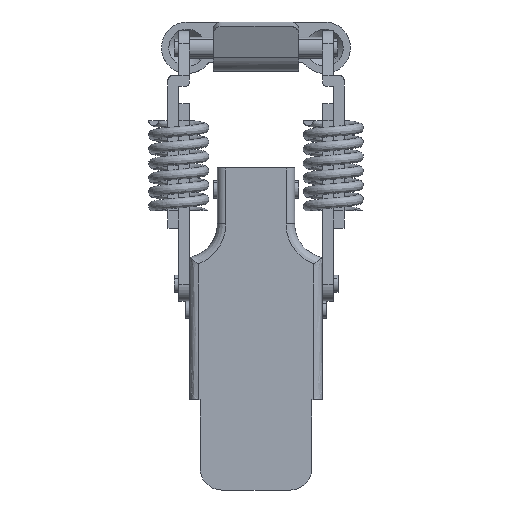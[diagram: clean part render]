
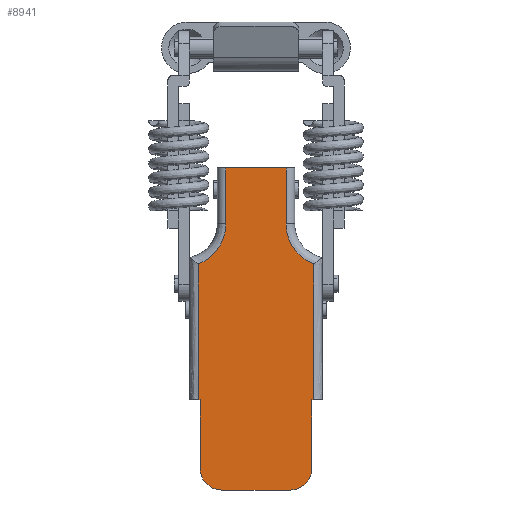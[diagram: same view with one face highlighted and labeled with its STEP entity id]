
A CAD part, front view. The second image highlights one B-rep face of the part: STEP entity #8941.
In plain terms, the highlighted free-form (B-spline) face has degree [1, 1] with [2, 2] control points.
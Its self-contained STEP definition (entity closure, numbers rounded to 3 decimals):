
#7030=CARTESIAN_POINT('',(-13.,-13.4,-82.0));
#7031=VERTEX_POINT('',#7030);
#7051=CARTESIAN_POINT('',(-13.,-13.4,-50.33));
#7052=VERTEX_POINT('',#7051);
#7087=CARTESIAN_POINT('',(-13.,-13.4,-82.0));
#7088=CARTESIAN_POINT('',(-13.,-13.4,-50.33));
#7089=QUASI_UNIFORM_CURVE('',1,(#7087,#7088),.UNSPECIFIED.,.F.,.U.);
#7090=EDGE_CURVE('',#7031,#7052,#7089,.T.);
#7114=CARTESIAN_POINT('',(-13.,-7.0,-41.0));
#7115=VERTEX_POINT('',#7114);
#7128=CARTESIAN_POINT('',(-13.,-13.4,-50.33));
#7129=CARTESIAN_POINT('',(-13.,-12.64,-50.037));
#7130=CARTESIAN_POINT('',(-13.,-11.36,-49.353));
#7131=CARTESIAN_POINT('',(-13.,-9.973,-48.168));
#7132=CARTESIAN_POINT('',(-13.,-8.904,-46.936));
#7133=CARTESIAN_POINT('',(-13.,-8.215,-45.846));
#7134=CARTESIAN_POINT('',(-13.,-7.605,-44.505));
#7135=CARTESIAN_POINT('',(-13.,-7.139,-43.004));
#7136=CARTESIAN_POINT('',(-13.,-7.,-41.72));
#7137=CARTESIAN_POINT('',(-13.,-7.0,-41.0));
#7138=B_SPLINE_CURVE_WITH_KNOTS('',3,(#7128,#7129,#7130,#7131,#7132,#7133,#7134,#7135,#7136,#7137),.UNSPECIFIED.,.F.,.U.,(4,1,1,1,1,1,1,4),(0.,2.443,4.322,5.449,7.328,8.174,9.865,12.025),.UNSPECIFIED.);
#7139=EDGE_CURVE('',#7052,#7115,#7138,.T.);
#7173=CARTESIAN_POINT('',(-13.,-7.0,-28.0));
#7174=VERTEX_POINT('',#7173);
#7188=CARTESIAN_POINT('',(-13.,-7.0,-41.0));
#7189=CARTESIAN_POINT('',(-13.,-7.0,-28.0));
#7190=QUASI_UNIFORM_CURVE('',1,(#7188,#7189),.UNSPECIFIED.,.F.,.U.);
#7191=EDGE_CURVE('',#7115,#7174,#7190,.T.);
#7218=CARTESIAN_POINT('',(-13.,7.0,-28.0));
#7219=VERTEX_POINT('',#7218);
#7238=CARTESIAN_POINT('',(-13.,7.0,-41.0));
#7239=VERTEX_POINT('',#7238);
#7252=CARTESIAN_POINT('',(-13.,7.0,-28.0));
#7253=CARTESIAN_POINT('',(-13.,7.0,-41.0));
#7254=QUASI_UNIFORM_CURVE('',1,(#7252,#7253),.UNSPECIFIED.,.F.,.U.);
#7255=EDGE_CURVE('',#7219,#7239,#7254,.T.);
#7279=CARTESIAN_POINT('',(-13.,13.4,-50.33));
#7280=VERTEX_POINT('',#7279);
#7315=CARTESIAN_POINT('',(-13.,7.0,-41.0));
#7316=CARTESIAN_POINT('',(-13.,7.,-41.94));
#7317=CARTESIAN_POINT('',(-13.,7.245,-43.662));
#7318=CARTESIAN_POINT('',(-13.,8.201,-45.928));
#7319=CARTESIAN_POINT('',(-13.,9.454,-47.665));
#7320=CARTESIAN_POINT('',(-13.,11.143,-49.22));
#7321=CARTESIAN_POINT('',(-13.,12.523,-49.992));
#7322=CARTESIAN_POINT('',(-13.,13.4,-50.33));
#7323=B_SPLINE_CURVE_WITH_KNOTS('',3,(#7315,#7316,#7317,#7318,#7319,#7320,#7321,#7322),.UNSPECIFIED.,.F.,.U.,(4,1,1,1,1,4),(0.,2.818,5.167,7.328,9.207,12.025),.UNSPECIFIED.);
#7324=EDGE_CURVE('',#7239,#7280,#7323,.T.);
#7358=CARTESIAN_POINT('',(-13.,13.4,-82.0));
#7359=VERTEX_POINT('',#7358);
#7374=CARTESIAN_POINT('',(-13.,13.4,-50.33));
#7375=CARTESIAN_POINT('',(-13.,13.4,-82.0));
#7376=QUASI_UNIFORM_CURVE('',1,(#7374,#7375),.UNSPECIFIED.,.F.,.U.);
#7377=EDGE_CURVE('',#7280,#7359,#7376,.T.);
#8524=CARTESIAN_POINT('',(-13.,-13.,-98.0));
#8525=VERTEX_POINT('',#8524);
#8526=CARTESIAN_POINT('',(-13.,-13.,-82.0));
#8527=VERTEX_POINT('',#8526);
#8528=CARTESIAN_POINT('',(-13.,-13.,-98.0));
#8529=CARTESIAN_POINT('',(-13.,-13.,-82.0));
#8530=QUASI_UNIFORM_CURVE('',1,(#8528,#8529),.UNSPECIFIED.,.F.,.U.);
#8531=EDGE_CURVE('',#8525,#8527,#8530,.T.);
#8569=CARTESIAN_POINT('',(-13.,-8.0,-103.0));
#8570=VERTEX_POINT('',#8569);
#8571=CARTESIAN_POINT('',(-13.,-8.0,-103.0));
#8572=CARTESIAN_POINT('',(-13.,-8.327,-103.));
#8573=CARTESIAN_POINT('',(-13.,-8.92,-102.942));
#8574=CARTESIAN_POINT('',(-13.,-9.868,-102.673));
#8575=CARTESIAN_POINT('',(-13.0,-10.803,-102.195));
#8576=CARTESIAN_POINT('',(-13.,-11.603,-101.514));
#8577=CARTESIAN_POINT('',(-13.,-12.277,-100.661));
#8578=CARTESIAN_POINT('',(-13.,-12.836,-99.534));
#8579=CARTESIAN_POINT('',(-13.,-13.,-98.552));
#8580=CARTESIAN_POINT('',(-13.,-13.,-98.0));
#8581=B_SPLINE_CURVE_WITH_KNOTS('',3,(#8571,#8572,#8573,#8574,#8575,#8576,#8577,#8578,#8579,#8580),.UNSPECIFIED.,.F.,.U.,(4,1,1,1,1,1,1,4),(0.,0.982,1.779,2.945,4.111,4.909,6.197,7.854),.UNSPECIFIED.);
#8582=EDGE_CURVE('',#8570,#8525,#8581,.T.);
#8613=CARTESIAN_POINT('',(-13.,8.0,-103.0));
#8614=VERTEX_POINT('',#8613);
#8615=CARTESIAN_POINT('',(-13.,8.0,-103.0));
#8616=CARTESIAN_POINT('',(-13.,-8.0,-103.0));
#8617=QUASI_UNIFORM_CURVE('',1,(#8615,#8616),.UNSPECIFIED.,.F.,.U.);
#8618=EDGE_CURVE('',#8614,#8570,#8617,.T.);
#8650=CARTESIAN_POINT('',(-13.,13.0,-98.0));
#8651=VERTEX_POINT('',#8650);
#8652=CARTESIAN_POINT('',(-13.,13.0,-98.0));
#8653=CARTESIAN_POINT('',(-13.,13.,-98.389));
#8654=CARTESIAN_POINT('',(-13.,12.904,-99.207));
#8655=CARTESIAN_POINT('',(-13.,12.51,-100.248));
#8656=CARTESIAN_POINT('',(-13.,11.972,-101.074));
#8657=CARTESIAN_POINT('',(-13.,11.417,-101.679));
#8658=CARTESIAN_POINT('',(-13.,10.757,-102.2));
#8659=CARTESIAN_POINT('',(-13.,9.945,-102.641));
#8660=CARTESIAN_POINT('',(-13.,9.002,-102.934));
#8661=CARTESIAN_POINT('',(-13.,8.327,-103.));
#8662=CARTESIAN_POINT('',(-13.,8.0,-103.0));
#8663=B_SPLINE_CURVE_WITH_KNOTS('',3,(#8652,#8653,#8654,#8655,#8656,#8657,#8658,#8659,#8660,#8661,#8662),.UNSPECIFIED.,.F.,.U.,(4,1,1,1,1,1,1,1,4),(0.,1.166,2.454,3.313,4.111,4.909,5.829,6.872,7.854),.UNSPECIFIED.);
#8664=EDGE_CURVE('',#8651,#8614,#8663,.T.);
#8696=CARTESIAN_POINT('',(-13.,13.0,-82.0));
#8697=VERTEX_POINT('',#8696);
#8698=CARTESIAN_POINT('',(-13.,13.0,-82.0));
#8699=CARTESIAN_POINT('',(-13.,13.0,-98.0));
#8700=QUASI_UNIFORM_CURVE('',1,(#8698,#8699),.UNSPECIFIED.,.F.,.U.);
#8701=EDGE_CURVE('',#8697,#8651,#8700,.T.);
#8908=CARTESIAN_POINT('',(-13.,14.739,-24.254));
#8909=CARTESIAN_POINT('',(-13.,-14.739,-24.254));
#8910=CARTESIAN_POINT('',(-13.,14.739,-106.746));
#8911=CARTESIAN_POINT('',(-13.,-14.739,-106.746));
#8912=B_SPLINE_SURFACE_WITH_KNOTS('',1,1,((#8908,#8910),(#8909,#8911)),.UNSPECIFIED.,.F.,.F.,.U.,(2,2),(2,2),(0.0,29.477),(0.0,82.493),.UNSPECIFIED.);
#8913=CARTESIAN_POINT('',(-13.,-7.0,-28.0));
#8914=CARTESIAN_POINT('',(-13.,7.0,-28.0));
#8915=QUASI_UNIFORM_CURVE('',1,(#8913,#8914),.UNSPECIFIED.,.F.,.U.);
#8916=EDGE_CURVE('',#7174,#7219,#8915,.T.);
#8917=ORIENTED_EDGE('',*,*,#8916,.T.);
#8918=ORIENTED_EDGE('',*,*,#7255,.T.);
#8919=ORIENTED_EDGE('',*,*,#7324,.T.);
#8920=ORIENTED_EDGE('',*,*,#7377,.T.);
#8921=CARTESIAN_POINT('',(-13.,13.4,-82.0));
#8922=CARTESIAN_POINT('',(-13.,13.0,-82.0));
#8923=QUASI_UNIFORM_CURVE('',1,(#8921,#8922),.UNSPECIFIED.,.F.,.U.);
#8924=EDGE_CURVE('',#7359,#8697,#8923,.T.);
#8925=ORIENTED_EDGE('',*,*,#8924,.T.);
#8926=ORIENTED_EDGE('',*,*,#8701,.T.);
#8927=ORIENTED_EDGE('',*,*,#8664,.T.);
#8928=ORIENTED_EDGE('',*,*,#8618,.T.);
#8929=ORIENTED_EDGE('',*,*,#8582,.T.);
#8930=ORIENTED_EDGE('',*,*,#8531,.T.);
#8931=CARTESIAN_POINT('',(-13.,-13.,-82.0));
#8932=CARTESIAN_POINT('',(-13.,-13.4,-82.0));
#8933=QUASI_UNIFORM_CURVE('',1,(#8931,#8932),.UNSPECIFIED.,.F.,.U.);
#8934=EDGE_CURVE('',#8527,#7031,#8933,.T.);
#8935=ORIENTED_EDGE('',*,*,#8934,.T.);
#8936=ORIENTED_EDGE('',*,*,#7090,.T.);
#8937=ORIENTED_EDGE('',*,*,#7139,.T.);
#8938=ORIENTED_EDGE('',*,*,#7191,.T.);
#8939=EDGE_LOOP('',(#8917,#8918,#8919,#8920,#8925,#8926,#8927,#8928,#8929,#8930,#8935,#8936,#8937,#8938));
#8940=FACE_OUTER_BOUND('',#8939,.T.);
#8941=ADVANCED_FACE('',(#8940),#8912,.F.);
